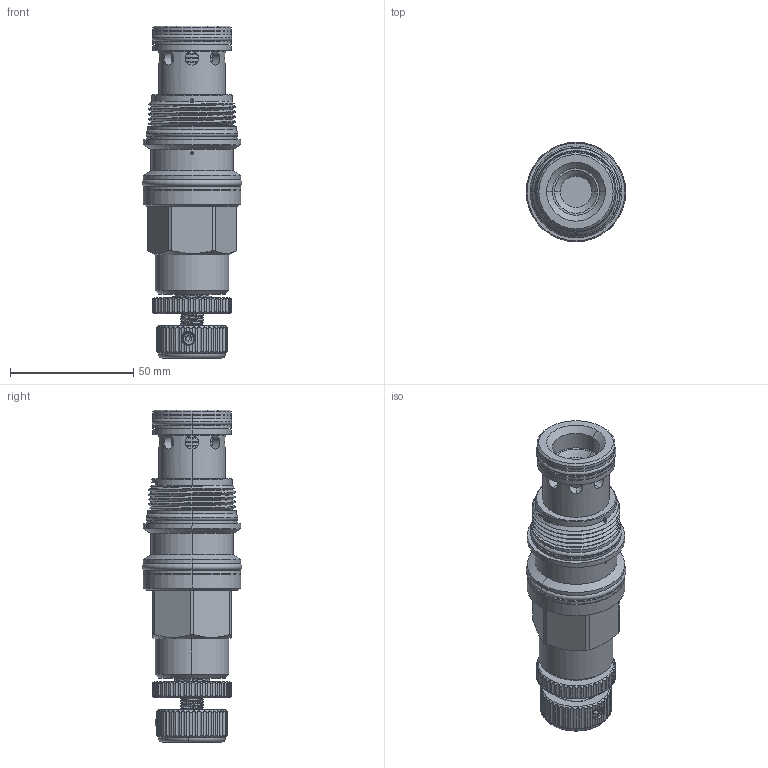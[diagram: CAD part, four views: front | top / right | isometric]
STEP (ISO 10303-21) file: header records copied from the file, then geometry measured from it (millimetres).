
FILE_DESCRIPTION (( 'STEP AP203' ), '1' );
FILE_NAME ('RV17A3B-K.STEP', '2020-03-24T06:45:58', ( '' ), ( '' ), 'SwSTEP 2.0', 'SolidWorks 2018', '' );
FILE_SCHEMA (( 'CONFIG_CONTROL_DESIGN' ));
Products named in the file (1): RV17A3B-K
Bounding box: 40.39 x 40.39 x 134.71 mm (x, y, z)
Volume: 101251.5 mm3; surface area: 30694.7 mm2
Topology: 13 solids, 13 shells, 964 faces, 2654 edges, 1676 vertices
Faces by surface type: cylinder 499, plane 226, cone 88, torus 87, bspline 60, sphere 4
Entity records: 64009 total; most frequent: CARTESIAN_POINT 41204, ORIENTED_EDGE 5244, DIRECTION 4243, EDGE_CURVE 2622, AXIS2_PLACEMENT_3D 1681, VERTEX_POINT 1670, EDGE_LOOP 1018, FACE_OUTER_BOUND 964
